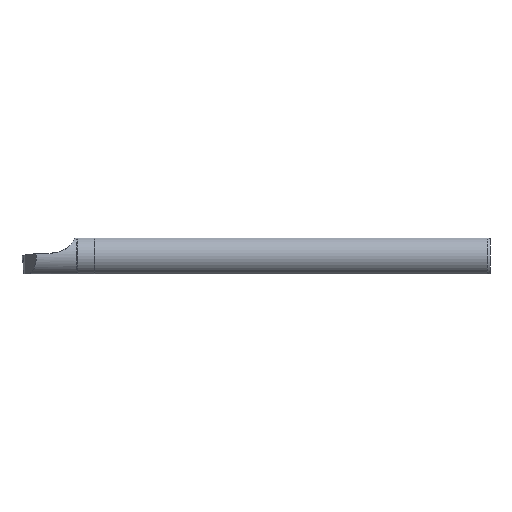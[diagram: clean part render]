
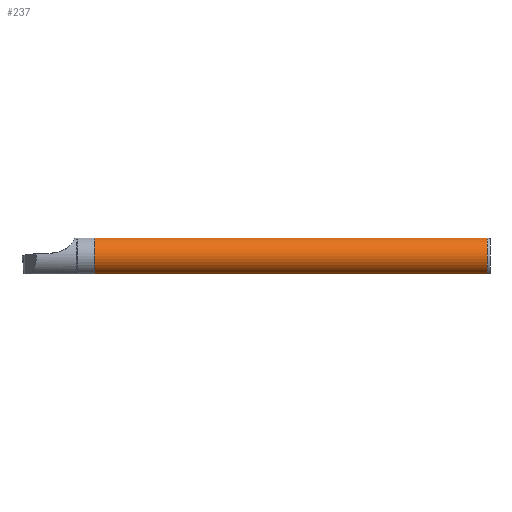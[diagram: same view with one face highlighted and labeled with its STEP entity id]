
A CAD part, front view. The second image highlights one B-rep face of the part: STEP entity #237.
In plain terms, the highlighted cylindrical face has radius 12.5 mm (diameter 25 mm), a partial arc.
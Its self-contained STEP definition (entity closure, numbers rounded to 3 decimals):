
#126=CIRCLE('',#1790,12.5);
#127=CIRCLE('',#1791,12.5);
#191=CYLINDRICAL_SURFACE('',#1792,12.5);
#237=ADVANCED_FACE('',(#369),#191,.T.);
#369=FACE_OUTER_BOUND('',#455,.T.);
#455=EDGE_LOOP('',(#842,#843,#844,#845));
#573=LINE('',#2626,#683);
#577=LINE('',#2662,#687);
#683=VECTOR('',#2014,1.);
#687=VECTOR('',#2024,1.);
#842=ORIENTED_EDGE('',*,*,#1511,.T.);
#843=ORIENTED_EDGE('',*,*,#1504,.T.);
#844=ORIENTED_EDGE('',*,*,#1512,.F.);
#845=ORIENTED_EDGE('',*,*,#1513,.F.);
#1325=VERTEX_POINT('',#2625);
#1326=VERTEX_POINT('',#2627);
#1331=VERTEX_POINT('',#2659);
#1332=VERTEX_POINT('',#2661);
#1504=EDGE_CURVE('',#1326,#1325,#573,.T.);
#1511=EDGE_CURVE('',#1331,#1326,#126,.T.);
#1512=EDGE_CURVE('',#1332,#1325,#127,.T.);
#1513=EDGE_CURVE('',#1331,#1332,#577,.T.);
#1790=AXIS2_PLACEMENT_3D('',#2658,#2020,#2021);
#1791=AXIS2_PLACEMENT_3D('',#2660,#2022,#2023);
#1792=AXIS2_PLACEMENT_3D('',#2663,#2025,#2026);
#2014=DIRECTION('',(-1.,0.,0.));
#2020=DIRECTION('',(-1.,0.,0.));
#2021=DIRECTION('',(0.,0.,-1.));
#2022=DIRECTION('',(-1.,0.,0.));
#2023=DIRECTION('',(0.,0.,-1.));
#2024=DIRECTION('',(-1.,0.,0.));
#2025=DIRECTION('',(1.,0.,0.));
#2026=DIRECTION('',(0.,0.,-1.));
#2625=CARTESIAN_POINT('',(46.973,-21.86,11.518));
#2626=CARTESIAN_POINT('',(0.973,-21.86,11.518));
#2627=CARTESIAN_POINT('',(300.123,-21.86,11.518));
#2658=CARTESIAN_POINT('',(300.123,-16.961,0.018));
#2659=CARTESIAN_POINT('',(300.123,-21.86,-11.482));
#2660=CARTESIAN_POINT('',(46.973,-16.961,0.018));
#2661=CARTESIAN_POINT('',(46.973,-21.86,-11.482));
#2662=CARTESIAN_POINT('',(0.973,-21.86,-11.482));
#2663=CARTESIAN_POINT('',(0.973,-16.961,0.018));
